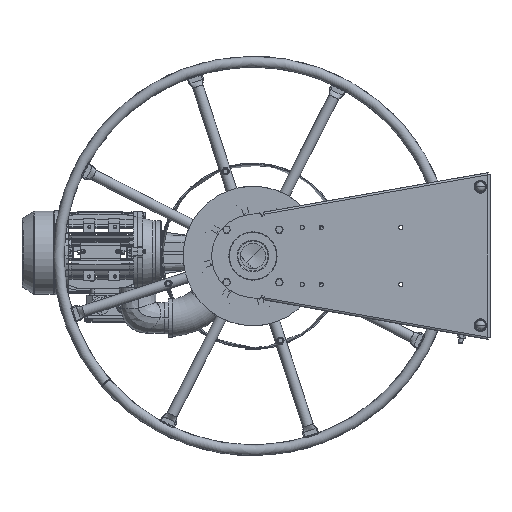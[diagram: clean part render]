
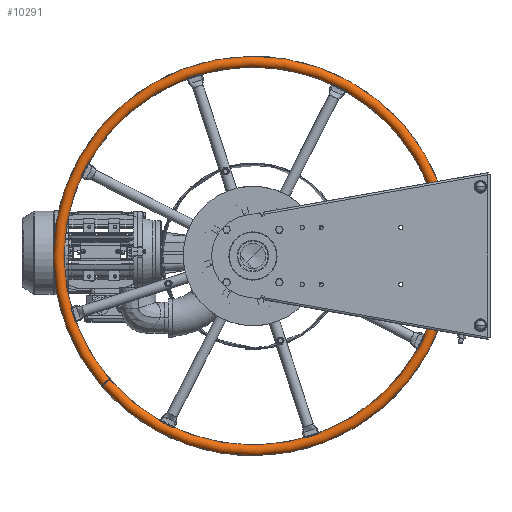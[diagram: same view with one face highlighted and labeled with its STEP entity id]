
A CAD part, left-side view. The second image highlights one B-rep face of the part: STEP entity #10291.
In plain terms, the highlighted toroidal (fillet/blend) face has major radius 365 mm and minor radius 10 mm.
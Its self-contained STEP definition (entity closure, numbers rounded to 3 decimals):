
#10151=CARTESIAN_POINT('',(-222.5,277.548,-237.049));
#10152=DIRECTION('',(0.,0.649,0.76));
#10153=DIRECTION('',(0.,0.76,-0.649));
#10154=AXIS2_PLACEMENT_3D('',#10151,#10152,#10153);
#10166=CARTESIAN_POINT('',(-222.5,0.,0.));
#10167=DIRECTION('',(1.,0.,0.));
#10168=DIRECTION('',(0.,0.76,-0.649));
#10169=AXIS2_PLACEMENT_3D('',#10166,#10167,#10168);
#10176=CARTESIAN_POINT('',(-222.5,0.,0.));
#10177=DIRECTION('',(1.,0.,0.));
#10178=DIRECTION('',(0.,0.76,-0.649));
#10179=AXIS2_PLACEMENT_3D('',#10176,#10177,#10178);
#10181=CARTESIAN_POINT('',(-222.5,276.303,-238.499));
#10182=DIRECTION('',(0.,0.653,0.757));
#10183=DIRECTION('',(0.,0.757,-0.653));
#10184=AXIS2_PLACEMENT_3D('',#10181,#10182,#10183);
#10206=CARTESIAN_POINT('',(-222.5,269.944,-230.554));
#10207=CARTESIAN_POINT('',(-222.5,285.152,-243.543));
#10208=VERTEX_POINT('',#10206);
#10209=VERTEX_POINT('',#10207);
#10214=CARTESIAN_POINT('',(-222.5,268.733,-231.964));
#10215=CARTESIAN_POINT('',(-222.5,283.873,-245.033));
#10216=VERTEX_POINT('',#10214);
#10217=VERTEX_POINT('',#10215);
#10279=CARTESIAN_POINT('',(-222.5,0.,0.));
#10280=DIRECTION('',(1.,0.,0.));
#10281=DIRECTION('',(0.,-0.76,0.649));
#10282=AXIS2_PLACEMENT_3D('',#10279,#10280,#10281);
#10283=TOROIDAL_SURFACE('',#10282,365.,10.);
#10284=ORIENTED_EDGE('',*,*,#10229,.F.);
#10285=ORIENTED_EDGE('',*,*,#10262,.T.);
#10287=ORIENTED_EDGE('',*,*,#10286,.T.);
#10288=ORIENTED_EDGE('',*,*,#10258,.F.);
#10289=EDGE_LOOP('',(#10284,#10285,#10287,#10288));
#10290=FACE_OUTER_BOUND('',#10289,.F.);
#10291=ADVANCED_FACE('',(#10290),#10283,.T.);
#10155=CIRCLE('',#10154,10.);
#10170=CIRCLE('',#10169,355.);
#10180=CIRCLE('',#10179,375.);
#10185=CIRCLE('',#10184,10.);
#10229=EDGE_CURVE('',#10209,#10208,#10155,.T.);
#10258=EDGE_CURVE('',#10208,#10216,#10170,.T.);
#10262=EDGE_CURVE('',#10209,#10217,#10180,.T.);
#10286=EDGE_CURVE('',#10217,#10216,#10185,.T.);
